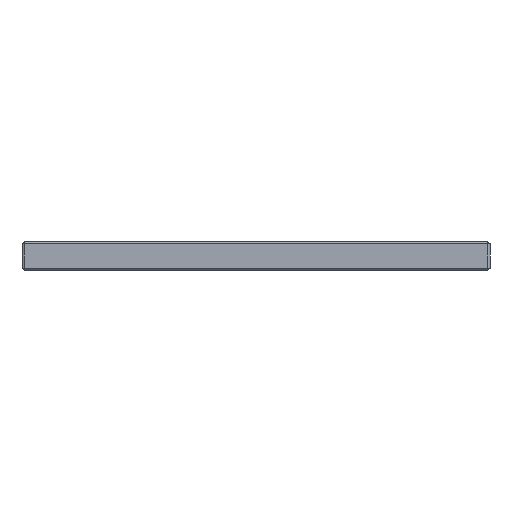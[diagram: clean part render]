
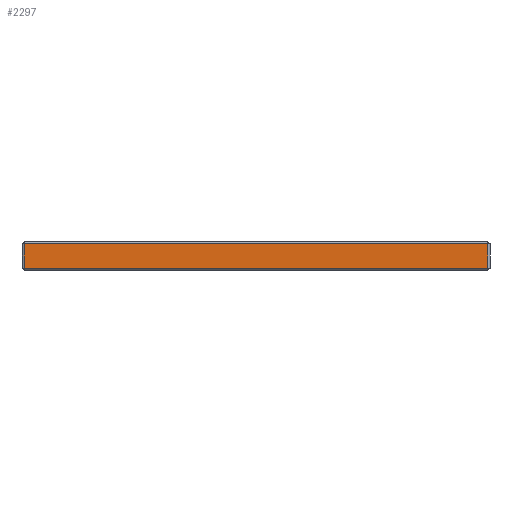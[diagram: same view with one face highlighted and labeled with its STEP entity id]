
A CAD part, left-side view. The second image highlights one B-rep face of the part: STEP entity #2297.
In plain terms, the highlighted planar face has unit normal (-1, 0, 0).
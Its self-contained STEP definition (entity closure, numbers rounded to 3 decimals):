
#469=FACE_OUTER_BOUND('',#592,.T.);
#592=EDGE_LOOP('',(#1673,#1674,#1675,#1676));
#876=LINE('',#3499,#1008);
#881=LINE('',#3517,#1013);
#883=LINE('',#3523,#1015);
#884=LINE('',#3524,#1016);
#1008=VECTOR('',#2749,10.);
#1013=VECTOR('',#2774,10.);
#1015=VECTOR('',#2780,10.);
#1016=VECTOR('',#2781,10.);
#1136=VERTEX_POINT('',#3493);
#1138=VERTEX_POINT('',#3497);
#1141=VERTEX_POINT('',#3516);
#1143=VERTEX_POINT('',#3522);
#1338=EDGE_CURVE('',#1138,#1136,#876,.T.);
#1347=EDGE_CURVE('',#1136,#1141,#881,.T.);
#1350=EDGE_CURVE('',#1143,#1138,#883,.T.);
#1351=EDGE_CURVE('',#1141,#1143,#884,.T.);
#1673=ORIENTED_EDGE('',*,*,#1338,.F.);
#1674=ORIENTED_EDGE('',*,*,#1350,.F.);
#1675=ORIENTED_EDGE('',*,*,#1351,.F.);
#1676=ORIENTED_EDGE('',*,*,#1347,.F.);
#2273=PLANE('',#2439);
#2297=ADVANCED_FACE('',(#469),#2273,.T.);
#2439=AXIS2_PLACEMENT_3D('',#3521,#2778,#2779);
#2749=DIRECTION('',(0.,1.,0.));
#2774=DIRECTION('',(0.,0.,1.));
#2778=DIRECTION('center_axis',(-1.,0.,0.));
#2779=DIRECTION('ref_axis',(0.,-1.,0.));
#2780=DIRECTION('',(0.,0.,-1.));
#2781=DIRECTION('',(0.,-1.,0.));
#3493=CARTESIAN_POINT('',(-101.6,100.6,1.));
#3497=CARTESIAN_POINT('',(-101.6,-100.6,1.));
#3499=CARTESIAN_POINT('',(-101.6,50.8,1.));
#3516=CARTESIAN_POINT('',(-101.6,100.6,11.7));
#3517=CARTESIAN_POINT('',(-101.6,100.6,0.));
#3521=CARTESIAN_POINT('Origin',(-101.6,101.6,0.));
#3522=CARTESIAN_POINT('',(-101.6,-100.6,11.7));
#3523=CARTESIAN_POINT('',(-101.6,-100.6,0.));
#3524=CARTESIAN_POINT('',(-101.6,50.8,11.7));
